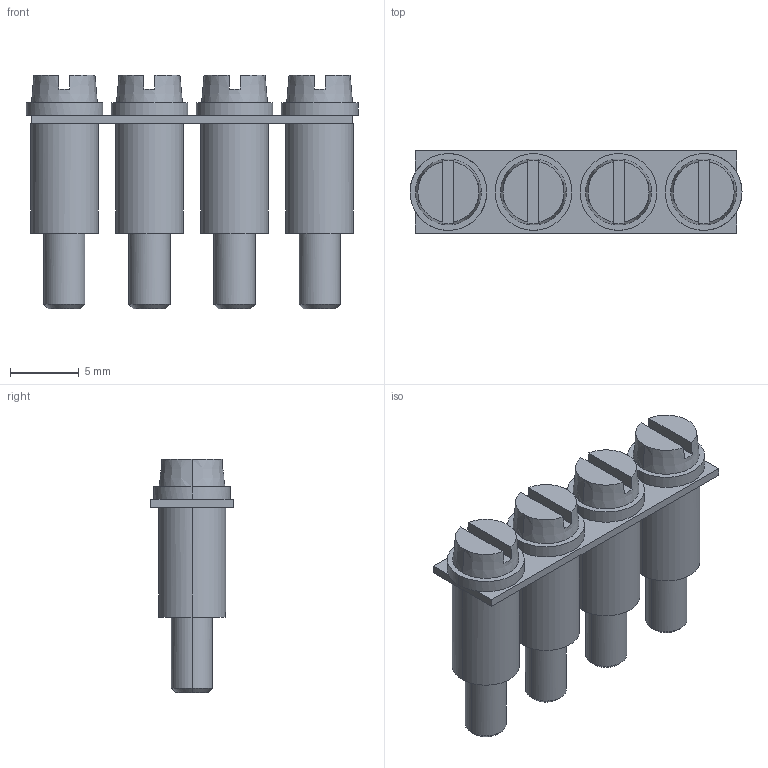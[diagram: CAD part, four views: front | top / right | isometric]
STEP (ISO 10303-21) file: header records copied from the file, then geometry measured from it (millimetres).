
FILE_DESCRIPTION(('CATIA V5 STEP Exchange','CAx-IF Rec.Pracs.--- Model Styling and Organization---1.4--- 2014-01-23'),'2;1');
FILE_NAME ('001812-5_0_0337200000_0337200000_S.stp','2021-05-07T10:46:05+00:00',('none'),('Weidmueller'),'CATIA Version 5-6 Release 2016 SP3 HF44','CATIA V5 STEP AP214','none');
FILE_SCHEMA(('AUTOMOTIVE_DESIGN { 1 0 10303 214 1 1 1 1 }'));
Length unit declared in the file: millimetre
Products named in the file (1): 0337200000_Q_4_SAK2.5
Bounding box: 24.2 x 6 x 17 mm (x, y, z)
Volume: 1005.6 mm3; surface area: 1658.6 mm2
Topology: 1 solids, 1 shells, 118 faces, 300 edges, 192 vertices
Faces by surface type: plane 54, cylinder 48, cone 16
Entity records: 3777 total; most frequent: CARTESIAN_POINT 996, ORIENTED_EDGE 600, DIRECTION 484, EDGE_CURVE 300, AXIS2_PLACEMENT_3D 242, VERTEX_POINT 192, EDGE_LOOP 134, VECTOR 132
